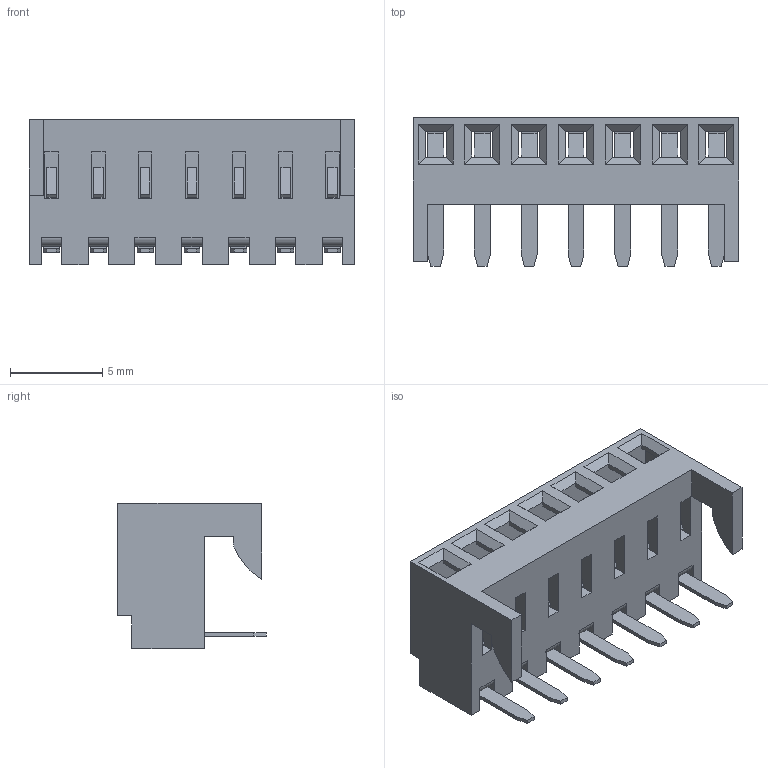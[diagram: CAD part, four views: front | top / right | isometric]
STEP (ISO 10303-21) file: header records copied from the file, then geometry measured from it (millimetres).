
FILE_DESCRIPTION(('STEP AP242'),'1');
FILE_NAME('0022152076.stp','2025-01-26T01:43:09',('TraceParts'),('TraceParts S.A.'),'Spatial InterOp 3D',' ',' ');
FILE_SCHEMA(('AP242_MANAGED_MODEL_BASED_3D_ENGINEERING_MIM_LF {1 0 10303 442 1 1 4}'));
Length unit declared in the file: millimetre
Products named in the file (1): 0022152076_1
Bounding box: 17.68 x 8.05 x 7.87 mm (x, y, z)
Volume: 276.9 mm3; surface area: 1055.5 mm2
Topology: 1 solids, 1 shells, 369 faces, 1050 edges, 704 vertices
Faces by surface type: plane 274, cylinder 95
Entity records: 11930 total; most frequent: CARTESIAN_POINT 2097, ORIENTED_EDGE 2072, DIRECTION 1996, EDGE_CURVE 1036, LINE 846, VECTOR 846, VERTEX_POINT 676, AXIS2_PLACEMENT_3D 575
